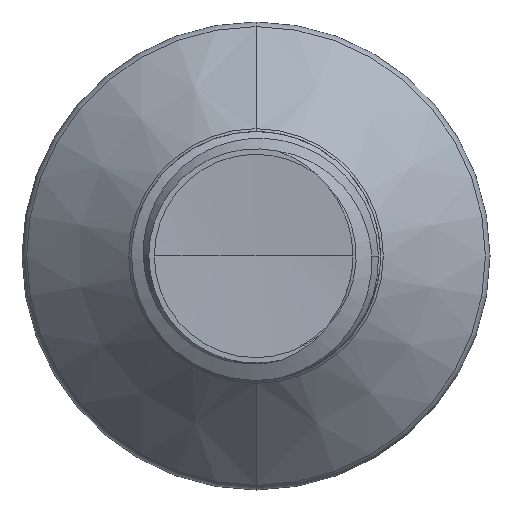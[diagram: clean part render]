
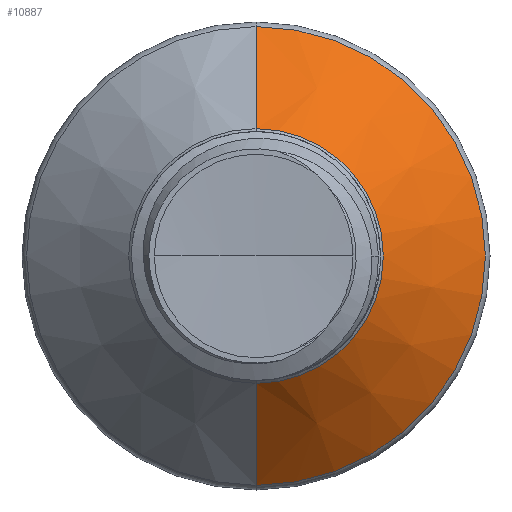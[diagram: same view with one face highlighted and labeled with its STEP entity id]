
A CAD part, front view. The second image highlights one B-rep face of the part: STEP entity #10887.
In plain terms, the highlighted conical face has half-angle 45 degrees and reference radius 1.278 mm.
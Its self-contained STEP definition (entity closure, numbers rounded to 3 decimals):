
#366 = CARTESIAN_POINT ( 'NONE',  ( 0., 3.339, -2.303 ) ) ;
#630 = EDGE_CURVE ( 'NONE', #6970, #7774, #1339, .T. ) ;
#652 = VECTOR ( 'NONE', #7860, 1000. ) ;
#708 = LINE ( 'NONE', #7246, #652 ) ;
#826 = CARTESIAN_POINT ( 'NONE',  ( 0., 2.314, 0. ) ) ;
#1339 = LINE ( 'NONE', #2397, #1378 ) ;
#1378 = VECTOR ( 'NONE', #2169, 1000. ) ;
#1636 = ORIENTED_EDGE ( 'NONE', *, *, #630, .T. ) ;
#1705 = DIRECTION ( 'NONE',  ( 0., 0., 1. ) ) ;
#2153 = EDGE_LOOP ( 'NONE', ( #4276, #1636, #6484, #4774 ) ) ;
#2169 = DIRECTION ( 'NONE',  ( 0., 0.707, -0.707 ) ) ;
#2397 = CARTESIAN_POINT ( 'NONE',  ( 0., 2.314, -1.278 ) ) ;
#2449 = VERTEX_POINT ( 'NONE', #3161 ) ;
#2836 = EDGE_CURVE ( 'NONE', #3777, #2449, #708, .T. ) ;
#2956 = CIRCLE ( 'NONE', #7250, 2.303 ) ;
#3161 = CARTESIAN_POINT ( 'NONE',  ( 0., 3.339, 2.303 ) ) ;
#3777 = VERTEX_POINT ( 'NONE', #5780 ) ;
#4091 = CARTESIAN_POINT ( 'NONE',  ( 0., 2.314, -1.278 ) ) ;
#4276 = ORIENTED_EDGE ( 'NONE', *, *, #5804, .T. ) ;
#4533 = DIRECTION ( 'NONE',  ( 0., 0., 1. ) ) ;
#4569 = DIRECTION ( 'NONE',  ( 0., 1., 0. ) ) ;
#4774 = ORIENTED_EDGE ( 'NONE', *, *, #2836, .F. ) ;
#5780 = CARTESIAN_POINT ( 'NONE',  ( 0., 2.314, 1.278 ) ) ;
#5804 = EDGE_CURVE ( 'NONE', #3777, #6970, #10715, .T. ) ;
#6484 = ORIENTED_EDGE ( 'NONE', *, *, #7997, .F. ) ;
#6970 = VERTEX_POINT ( 'NONE', #4091 ) ;
#7246 = CARTESIAN_POINT ( 'NONE',  ( 0., 2.314, 1.278 ) ) ;
#7250 = AXIS2_PLACEMENT_3D ( 'NONE', #9659, #4569, #10350 ) ;
#7258 = DIRECTION ( 'NONE',  ( 0., 1., 0. ) ) ;
#7774 = VERTEX_POINT ( 'NONE', #366 ) ;
#7860 = DIRECTION ( 'NONE',  ( 0., 0.707, 0.707 ) ) ;
#7997 = EDGE_CURVE ( 'NONE', #2449, #7774, #2956, .T. ) ;
#9174 = FACE_OUTER_BOUND ( 'NONE', #2153, .T. ) ;
#9659 = CARTESIAN_POINT ( 'NONE',  ( 0., 3.339, 0. ) ) ;
#9903 = AXIS2_PLACEMENT_3D ( 'NONE', #826, #7258, #1705 ) ;
#10326 = CARTESIAN_POINT ( 'NONE',  ( 0., 2.314, 0. ) ) ;
#10350 = DIRECTION ( 'NONE',  ( 0., 0., 1. ) ) ;
#10600 = CONICAL_SURFACE ( 'NONE', #10753, 1.278, 0.785 ) ;
#10715 = CIRCLE ( 'NONE', #9903, 1.278 ) ;
#10753 = AXIS2_PLACEMENT_3D ( 'NONE', #10326, #11040, #4533 ) ;
#10887 = ADVANCED_FACE ( 'NONE', ( #9174 ), #10600, .T. ) ;
#11040 = DIRECTION ( 'NONE',  ( 0., 1., 0. ) ) ;
